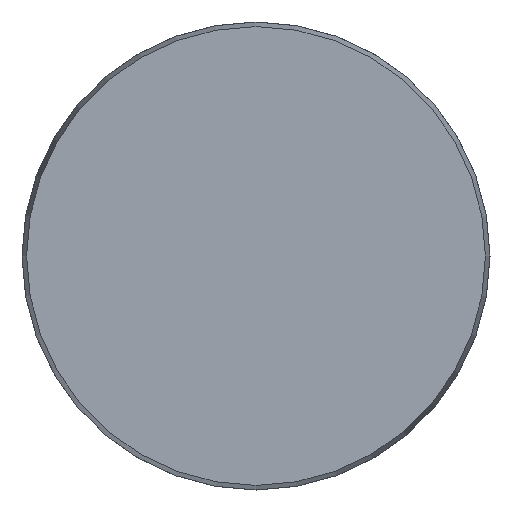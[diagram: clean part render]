
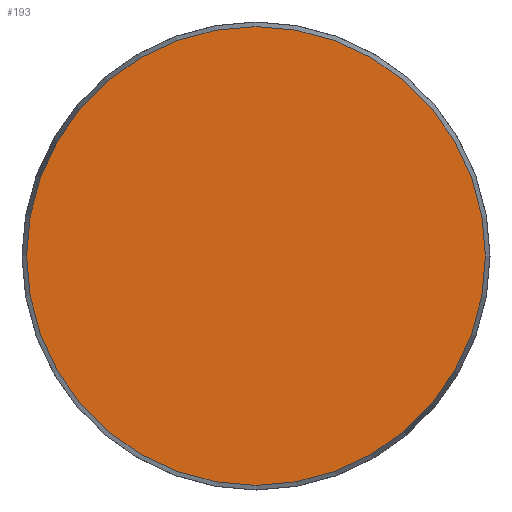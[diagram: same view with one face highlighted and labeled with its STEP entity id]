
A CAD part, front view. The second image highlights one B-rep face of the part: STEP entity #193.
In plain terms, the highlighted planar face has unit normal (0, -1, 0).
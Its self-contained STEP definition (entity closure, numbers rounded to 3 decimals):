
#54 = EDGE_LOOP ( 'NONE', ( #354 ) ) ;
#86 = FACE_OUTER_BOUND ( 'NONE', #54, .T. ) ;
#111 = VERTEX_POINT ( 'NONE', #279 ) ;
#182 = CIRCLE ( 'NONE', #481, 28.425 ) ;
#193 = ADVANCED_FACE ( 'NONE', ( #86 ), #464, .F. ) ;
#253 = DIRECTION ( 'NONE',  ( 0., 0., 1. ) ) ;
#263 = AXIS2_PLACEMENT_3D ( 'NONE', #297, #459, #253 ) ;
#275 = CARTESIAN_POINT ( 'NONE',  ( 0., 0., 0. ) ) ;
#279 = CARTESIAN_POINT ( 'NONE',  ( 0., 0., -28.425 ) ) ;
#297 = CARTESIAN_POINT ( 'NONE',  ( -28.425, 0., 0. ) ) ;
#354 = ORIENTED_EDGE ( 'NONE', *, *, #509, .T. ) ;
#449 = DIRECTION ( 'NONE',  ( 0., 0., -1. ) ) ;
#459 = DIRECTION ( 'NONE',  ( 0., 1., 0. ) ) ;
#464 = PLANE ( 'NONE',  #263 ) ;
#481 = AXIS2_PLACEMENT_3D ( 'NONE', #275, #500, #449 ) ;
#500 = DIRECTION ( 'NONE',  ( 0., -1., 0. ) ) ;
#509 = EDGE_CURVE ( 'NONE', #111, #111, #182, .T. ) ;
